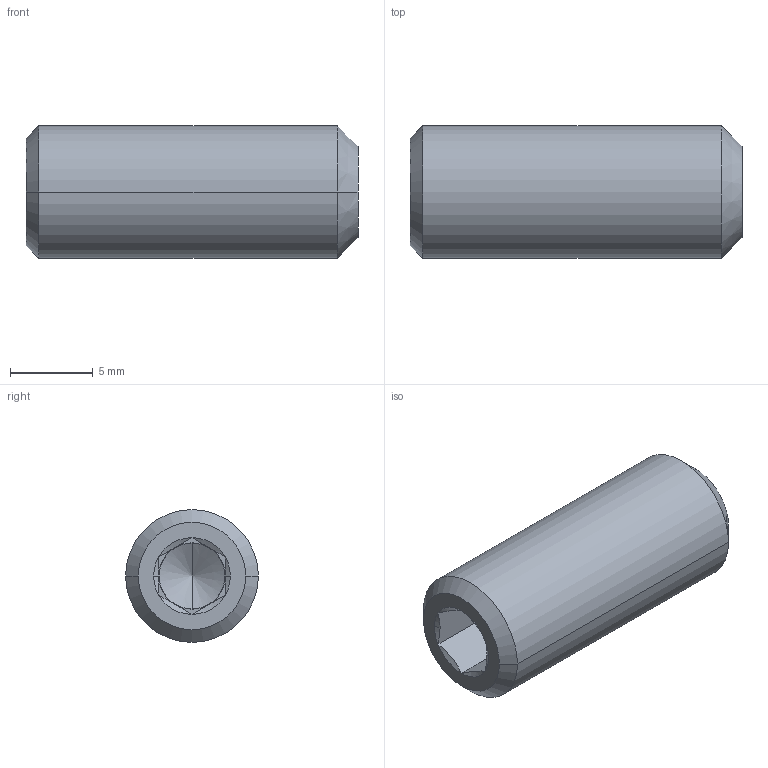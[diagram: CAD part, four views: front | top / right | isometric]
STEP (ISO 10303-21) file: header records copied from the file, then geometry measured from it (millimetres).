
FILE_DESCRIPTION(('HOOPS Exchange Step'),'2;1');
FILE_NAME('export-0C353BDA-2540-4991-B053-0E2409C61648.stp','2021-09-30T12:04:45+02:00',('Engineering'),('Alibre'),'HOOPS Exchange 2020.1','Alibre','Unknown authorisation');
FILE_SCHEMA( ('AP242_MANAGED_MODEL_BASED_3D_ENGINEERING_MIM_LF {1 0 10303 442 1 1 4 }') );
Length unit declared in the file: millimetre
Products named in the file (1): 5701 M8x20 DIN 913 - Hexagon socket set screws with flat point
Bounding box: 20 x 8 x 8 mm (x, y, z)
Volume: 906.5 mm3; surface area: 640.8 mm2
Topology: 1 solids, 1 shells, 33 faces, 68 edges, 37 vertices
Faces by surface type: plane 15, cone 14, cylinder 4
Entity records: 862 total; most frequent: DIRECTION 156, CARTESIAN_POINT 154, ORIENTED_EDGE 132, EDGE_CURVE 66, AXIS2_PLACEMENT_3D 63, VERTEX_POINT 37, EDGE_LOOP 35, FACE_BOUND 35
